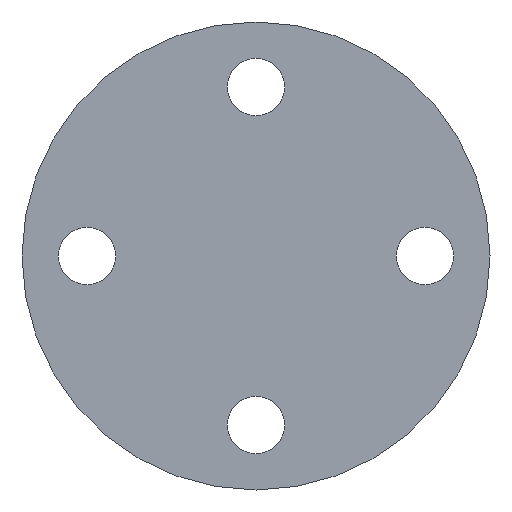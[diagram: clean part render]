
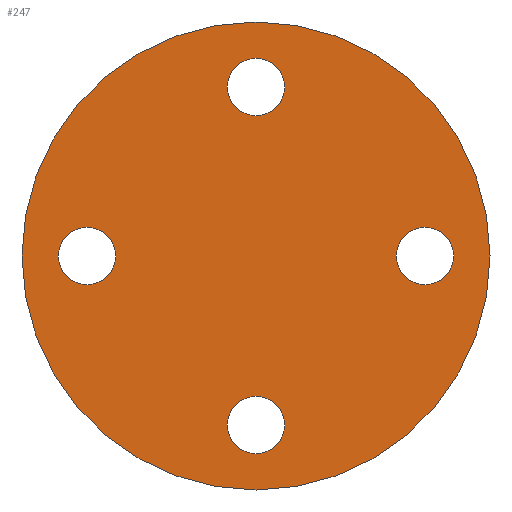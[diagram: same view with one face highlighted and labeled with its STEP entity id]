
A CAD part, front view. The second image highlights one B-rep face of the part: STEP entity #247.
In plain terms, the highlighted planar face has unit normal (0, -1, 0).
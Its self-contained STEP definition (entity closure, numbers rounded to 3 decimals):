
#5 = CARTESIAN_POINT ( 'NONE',  ( -38., 0., 0. ) ) ;
#7 = DIRECTION ( 'NONE',  ( 0., 0., -1. ) ) ;
#8 = CARTESIAN_POINT ( 'NONE',  ( 0., 0., 32.5 ) ) ;
#11 = FACE_BOUND ( 'NONE', #236, .T. ) ;
#13 = CARTESIAN_POINT ( 'NONE',  ( 0., 0., 27. ) ) ;
#18 = CARTESIAN_POINT ( 'NONE',  ( 0., 0., 38. ) ) ;
#23 = CIRCLE ( 'NONE', #302, 5.5 ) ;
#24 = ORIENTED_EDGE ( 'NONE', *, *, #266, .T. ) ;
#25 = VERTEX_POINT ( 'NONE', #172 ) ;
#30 = CARTESIAN_POINT ( 'NONE',  ( 0., 0., -32.5 ) ) ;
#41 = DIRECTION ( 'NONE',  ( 0., 1., 0. ) ) ;
#42 = EDGE_LOOP ( 'NONE', ( #59, #205 ) ) ;
#44 = DIRECTION ( 'NONE',  ( 0., 1., 0. ) ) ;
#52 = CARTESIAN_POINT ( 'NONE',  ( -32.5, 0., 0. ) ) ;
#58 = ORIENTED_EDGE ( 'NONE', *, *, #315, .T. ) ;
#59 = ORIENTED_EDGE ( 'NONE', *, *, #455, .F. ) ;
#61 = CARTESIAN_POINT ( 'NONE',  ( 0., 0., 0. ) ) ;
#62 = EDGE_CURVE ( 'NONE', #425, #346, #104, .T. ) ;
#68 = AXIS2_PLACEMENT_3D ( 'NONE', #116, #183, #7 ) ;
#69 = DIRECTION ( 'NONE',  ( 0., 0., 1. ) ) ;
#74 = FACE_BOUND ( 'NONE', #311, .T. ) ;
#76 = CARTESIAN_POINT ( 'NONE',  ( 0., 0., -27. ) ) ;
#84 = VERTEX_POINT ( 'NONE', #251 ) ;
#85 = CIRCLE ( 'NONE', #360, 5.5 ) ;
#91 = ORIENTED_EDGE ( 'NONE', *, *, #442, .T. ) ;
#95 = EDGE_CURVE ( 'NONE', #25, #382, #165, .T. ) ;
#104 = CIRCLE ( 'NONE', #438, 5.5 ) ;
#114 = AXIS2_PLACEMENT_3D ( 'NONE', #150, #332, #303 ) ;
#116 = CARTESIAN_POINT ( 'NONE',  ( 0., 0., 32.5 ) ) ;
#118 = CARTESIAN_POINT ( 'NONE',  ( 0., 0., -32.5 ) ) ;
#122 = ORIENTED_EDGE ( 'NONE', *, *, #62, .T. ) ;
#123 = DIRECTION ( 'NONE',  ( 0., 1., 0. ) ) ;
#127 = ORIENTED_EDGE ( 'NONE', *, *, #219, .T. ) ;
#139 = CARTESIAN_POINT ( 'NONE',  ( 0., 0., 0. ) ) ;
#148 = CIRCLE ( 'NONE', #188, 5.5 ) ;
#149 = DIRECTION ( 'NONE',  ( 0., 1., 0. ) ) ;
#150 = CARTESIAN_POINT ( 'NONE',  ( 32.5, 0., 0. ) ) ;
#154 = EDGE_LOOP ( 'NONE', ( #24, #259 ) ) ;
#158 = EDGE_LOOP ( 'NONE', ( #343, #122 ) ) ;
#165 = CIRCLE ( 'NONE', #355, 45. ) ;
#172 = CARTESIAN_POINT ( 'NONE',  ( 0., 0., 45. ) ) ;
#183 = DIRECTION ( 'NONE',  ( 0., 1., 0. ) ) ;
#185 = CARTESIAN_POINT ( 'NONE',  ( 0., 0., 0. ) ) ;
#188 = AXIS2_PLACEMENT_3D ( 'NONE', #376, #44, #415 ) ;
#200 = ORIENTED_EDGE ( 'NONE', *, *, #276, .T. ) ;
#205 = ORIENTED_EDGE ( 'NONE', *, *, #95, .F. ) ;
#219 = EDGE_CURVE ( 'NONE', #229, #84, #148, .T. ) ;
#222 = DIRECTION ( 'NONE',  ( 0., 0., -1. ) ) ;
#227 = AXIS2_PLACEMENT_3D ( 'NONE', #185, #411, #333 ) ;
#229 = VERTEX_POINT ( 'NONE', #5 ) ;
#236 = EDGE_LOOP ( 'NONE', ( #91, #127 ) ) ;
#239 = AXIS2_PLACEMENT_3D ( 'NONE', #52, #246, #344 ) ;
#246 = DIRECTION ( 'NONE',  ( 0., 1., 0. ) ) ;
#247 = ADVANCED_FACE ( 'NONE', ( #11, #378, #74, #307, #338 ), #383, .F. ) ;
#251 = CARTESIAN_POINT ( 'NONE',  ( -27., 0., 0. ) ) ;
#259 = ORIENTED_EDGE ( 'NONE', *, *, #282, .T. ) ;
#264 = CIRCLE ( 'NONE', #239, 5.5 ) ;
#266 = EDGE_CURVE ( 'NONE', #402, #391, #23, .T. ) ;
#269 = DIRECTION ( 'NONE',  ( 0., 0., 1. ) ) ;
#271 = CARTESIAN_POINT ( 'NONE',  ( 38., 0., 0. ) ) ;
#274 = VERTEX_POINT ( 'NONE', #450 ) ;
#275 = DIRECTION ( 'NONE',  ( 0., 0., 1. ) ) ;
#276 = EDGE_CURVE ( 'NONE', #408, #274, #85, .T. ) ;
#282 = EDGE_CURVE ( 'NONE', #391, #402, #424, .T. ) ;
#288 = EDGE_CURVE ( 'NONE', #346, #425, #324, .T. ) ;
#289 = CARTESIAN_POINT ( 'NONE',  ( 0., 0., -38. ) ) ;
#290 = DIRECTION ( 'NONE',  ( 0., 1., 0. ) ) ;
#302 = AXIS2_PLACEMENT_3D ( 'NONE', #8, #149, #222 ) ;
#303 = DIRECTION ( 'NONE',  ( -1., 0., 0. ) ) ;
#307 = FACE_BOUND ( 'NONE', #158, .T. ) ;
#311 = EDGE_LOOP ( 'NONE', ( #58, #200 ) ) ;
#315 = EDGE_CURVE ( 'NONE', #274, #408, #426, .T. ) ;
#322 = AXIS2_PLACEMENT_3D ( 'NONE', #61, #123, #275 ) ;
#324 = CIRCLE ( 'NONE', #341, 5.5 ) ;
#326 = DIRECTION ( 'NONE',  ( 0., 1., 0. ) ) ;
#330 = CIRCLE ( 'NONE', #322, 45. ) ;
#332 = DIRECTION ( 'NONE',  ( 0., 1., 0. ) ) ;
#333 = DIRECTION ( 'NONE',  ( 0., 0., 1. ) ) ;
#338 = FACE_OUTER_BOUND ( 'NONE', #42, .T. ) ;
#341 = AXIS2_PLACEMENT_3D ( 'NONE', #118, #407, #269 ) ;
#343 = ORIENTED_EDGE ( 'NONE', *, *, #288, .T. ) ;
#344 = DIRECTION ( 'NONE',  ( 1., 0., 0. ) ) ;
#346 = VERTEX_POINT ( 'NONE', #76 ) ;
#355 = AXIS2_PLACEMENT_3D ( 'NONE', #139, #290, #361 ) ;
#360 = AXIS2_PLACEMENT_3D ( 'NONE', #441, #41, #444 ) ;
#361 = DIRECTION ( 'NONE',  ( 0., 0., 1. ) ) ;
#376 = CARTESIAN_POINT ( 'NONE',  ( -32.5, 0., 0. ) ) ;
#378 = FACE_BOUND ( 'NONE', #154, .T. ) ;
#382 = VERTEX_POINT ( 'NONE', #420 ) ;
#383 = PLANE ( 'NONE',  #227 ) ;
#391 = VERTEX_POINT ( 'NONE', #18 ) ;
#402 = VERTEX_POINT ( 'NONE', #13 ) ;
#407 = DIRECTION ( 'NONE',  ( 0., 1., 0. ) ) ;
#408 = VERTEX_POINT ( 'NONE', #271 ) ;
#411 = DIRECTION ( 'NONE',  ( 0., 1., 0. ) ) ;
#415 = DIRECTION ( 'NONE',  ( 1., 0., 0. ) ) ;
#420 = CARTESIAN_POINT ( 'NONE',  ( 0., 0., -45. ) ) ;
#424 = CIRCLE ( 'NONE', #68, 5.5 ) ;
#425 = VERTEX_POINT ( 'NONE', #289 ) ;
#426 = CIRCLE ( 'NONE', #114, 5.5 ) ;
#438 = AXIS2_PLACEMENT_3D ( 'NONE', #30, #326, #69 ) ;
#441 = CARTESIAN_POINT ( 'NONE',  ( 32.5, 0., 0. ) ) ;
#442 = EDGE_CURVE ( 'NONE', #84, #229, #264, .T. ) ;
#444 = DIRECTION ( 'NONE',  ( -1., 0., 0. ) ) ;
#450 = CARTESIAN_POINT ( 'NONE',  ( 27., 0., 0. ) ) ;
#455 = EDGE_CURVE ( 'NONE', #382, #25, #330, .T. ) ;
